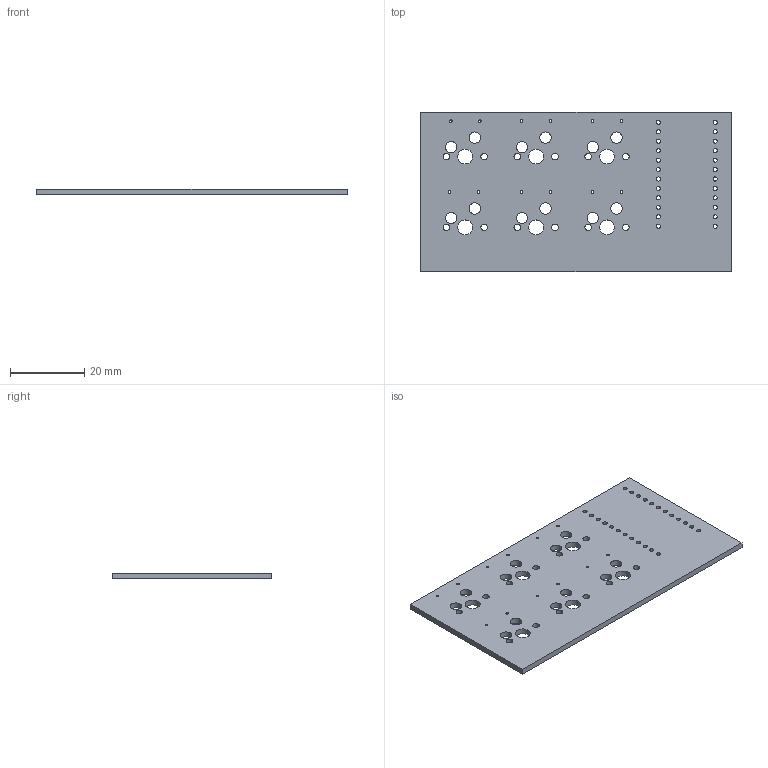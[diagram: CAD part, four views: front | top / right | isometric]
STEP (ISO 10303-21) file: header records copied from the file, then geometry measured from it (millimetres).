
FILE_DESCRIPTION(('KiCad electronic assembly'),'2;1');
FILE_NAME('another one.step','2022-05-09T11:39:22',('Pcbnew'),('Kicad'), 'Open CASCADE STEP processor 7.6','KiCad to STEP converter','Unknown' );
FILE_SCHEMA(('AUTOMOTIVE_DESIGN { 1 0 10303 214 1 1 1 1 }'));
Length unit declared in the file: millimetre
Products named in the file (2): another one 1; another one PCB
Assembly tree (1 placements, depth 2):
  another one 1
    another one PCB
Bounding box: 83.34 x 42.86 x 1.6 mm (x, y, z)
Volume: 5364.7 mm3; surface area: 7694.9 mm2
Topology: 1 solids, 1 shells, 72 faces, 210 edges, 140 vertices
Faces by surface type: cylinder 66, plane 6
Full cylindrical faces by diameter (mm): 0.7 x12, 1.1 x24, 1.75 x12, 3.05 x12, 4 x6
Entity records: 5903 total; most frequent: CARTESIAN_POINT 1636, DIRECTION 778, ORIENTED_EDGE 420, PCURVE 420, DEFINITIONAL_REPRESENTATION 420, LINE 366, VECTOR 366, EDGE_CURVE 210
